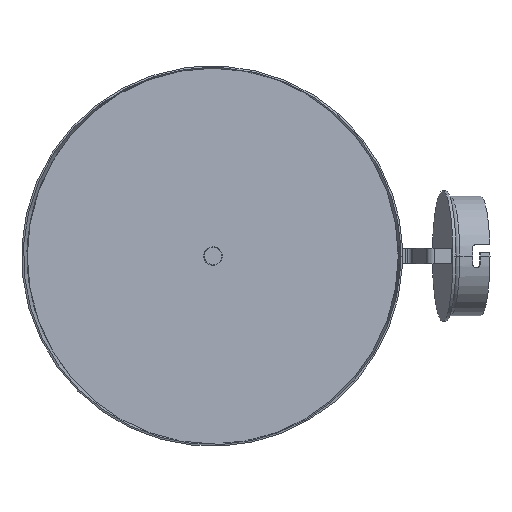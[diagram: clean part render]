
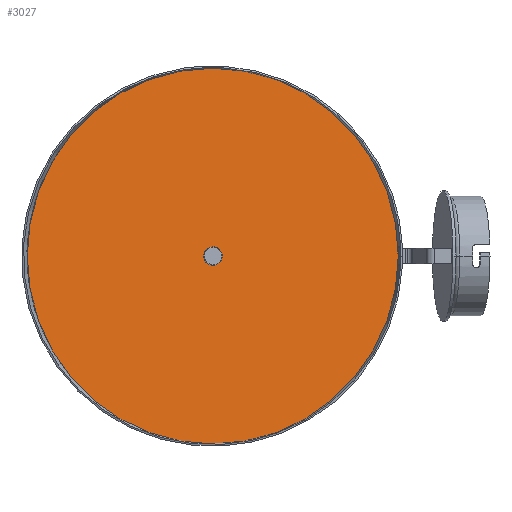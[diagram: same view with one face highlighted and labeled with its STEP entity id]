
A CAD part, front view. The second image highlights one B-rep face of the part: STEP entity #3027.
In plain terms, the highlighted face is planar.
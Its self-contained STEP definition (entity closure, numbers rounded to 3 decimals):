
#345 = VERTEX_POINT ( 'NONE', #2438 ) ;
#478 = CIRCLE ( 'NONE', #4101, 3.5 ) ;
#1572 = DIRECTION ( 'NONE',  ( 1., 0., 0. ) ) ;
#1585 = DIRECTION ( 'NONE',  ( 1., 0., 0. ) ) ;
#2363 = FACE_BOUND ( 'NONE', #12606, .T. ) ;
#2438 = CARTESIAN_POINT ( 'NONE',  ( 122.5, 0., 3. ) ) ;
#3027 = ADVANCED_FACE ( 'NONE', ( #2363, #14269 ), #13229, .T. ) ;
#3162 = EDGE_CURVE ( 'NONE', #345, #17702, #11451, .T. ) ;
#4101 = AXIS2_PLACEMENT_3D ( 'NONE', #4506, #14975, #1585 ) ;
#4136 = ORIENTED_EDGE ( 'NONE', *, *, #16401, .F. ) ;
#4506 = CARTESIAN_POINT ( 'NONE',  ( 0., 0., 3. ) ) ;
#4709 = DIRECTION ( 'NONE',  ( 0., 0., 1. ) ) ;
#5574 = CARTESIAN_POINT ( 'NONE',  ( 0., 0., 3. ) ) ;
#5667 = AXIS2_PLACEMENT_3D ( 'NONE', #19133, #12965, #8736 ) ;
#5831 = VERTEX_POINT ( 'NONE', #7583 ) ;
#6017 = CARTESIAN_POINT ( 'NONE',  ( 0., 0., 3. ) ) ;
#6969 = EDGE_CURVE ( 'NONE', #17702, #345, #10141, .T. ) ;
#7583 = CARTESIAN_POINT ( 'NONE',  ( -3.5, 0., 3. ) ) ;
#7657 = AXIS2_PLACEMENT_3D ( 'NONE', #5574, #17410, #16027 ) ;
#8736 = DIRECTION ( 'NONE',  ( 1., 0., 0. ) ) ;
#9012 = CARTESIAN_POINT ( 'NONE',  ( 0., 0., 3. ) ) ;
#9146 = ORIENTED_EDGE ( 'NONE', *, *, #6969, .T. ) ;
#9147 = DIRECTION ( 'NONE',  ( 0., 0., 1. ) ) ;
#10141 = CIRCLE ( 'NONE', #13528, 122.5 ) ;
#11451 = CIRCLE ( 'NONE', #7657, 122.5 ) ;
#11633 = CARTESIAN_POINT ( 'NONE',  ( -122.5, 0., 3. ) ) ;
#12606 = EDGE_LOOP ( 'NONE', ( #4136, #12671 ) ) ;
#12643 = EDGE_LOOP ( 'NONE', ( #9146, #13456 ) ) ;
#12671 = ORIENTED_EDGE ( 'NONE', *, *, #13289, .F. ) ;
#12965 = DIRECTION ( 'NONE',  ( 0., 0., 1. ) ) ;
#13229 = PLANE ( 'NONE',  #5667 ) ;
#13289 = EDGE_CURVE ( 'NONE', #5831, #17921, #14511, .T. ) ;
#13456 = ORIENTED_EDGE ( 'NONE', *, *, #3162, .T. ) ;
#13528 = AXIS2_PLACEMENT_3D ( 'NONE', #9012, #9147, #1572 ) ;
#14269 = FACE_OUTER_BOUND ( 'NONE', #12643, .T. ) ;
#14511 = CIRCLE ( 'NONE', #19232, 3.5 ) ;
#14975 = DIRECTION ( 'NONE',  ( 0., 0., 1. ) ) ;
#15173 = DIRECTION ( 'NONE',  ( 1., 0., 0. ) ) ;
#16027 = DIRECTION ( 'NONE',  ( 1., 0., 0. ) ) ;
#16401 = EDGE_CURVE ( 'NONE', #17921, #5831, #478, .T. ) ;
#17410 = DIRECTION ( 'NONE',  ( 0., 0., 1. ) ) ;
#17702 = VERTEX_POINT ( 'NONE', #11633 ) ;
#17921 = VERTEX_POINT ( 'NONE', #18393 ) ;
#18393 = CARTESIAN_POINT ( 'NONE',  ( 3.5, 0., 3. ) ) ;
#19133 = CARTESIAN_POINT ( 'NONE',  ( 0., 0., 3. ) ) ;
#19232 = AXIS2_PLACEMENT_3D ( 'NONE', #6017, #4709, #15173 ) ;
